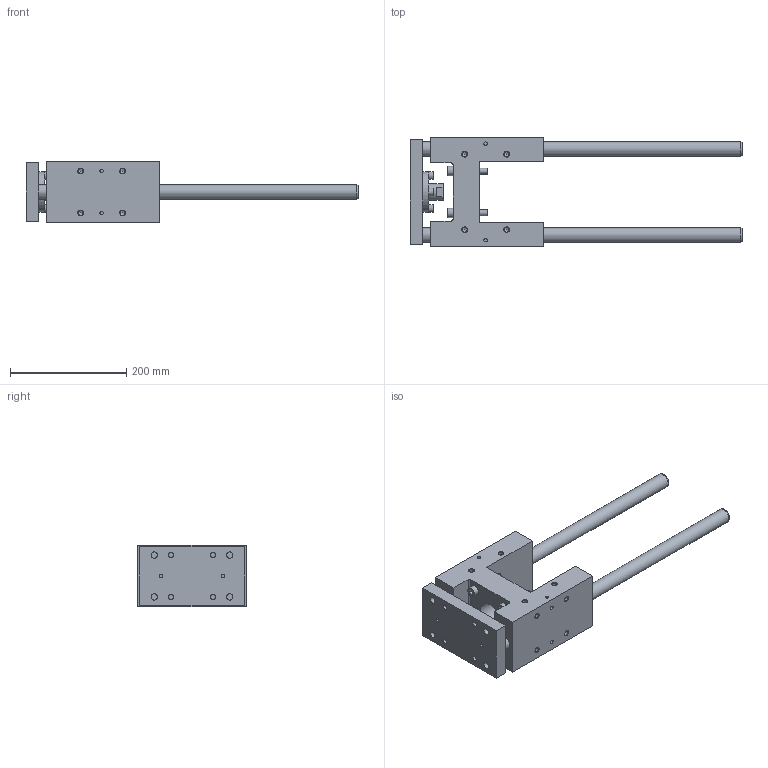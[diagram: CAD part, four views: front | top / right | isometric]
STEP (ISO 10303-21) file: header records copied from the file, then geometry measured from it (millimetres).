
FILE_DESCRIPTION( ( 'STEP AP203' ), '1' );
FILE_NAME( '3286_30.step', '2003-09-03T07:18:28', ( ' ' ), ( ' ' ), 'XStep 1.0', ' ', ' ' );
FILE_SCHEMA( ( 'CONFIG_CONTROL_DESIGN' ) );
Length unit declared in the file: metre
Products named in the file (2): 1; 2
Bounding box: 571 x 189 x 105 mm (x, y, z)
Volume: 2910420 mm3; surface area: 365920.2 mm2
Topology: 2 solids, 7 shells, 297 faces, 663 edges, 444 vertices
Faces by surface type: plane 146, cylinder 106, cone 45
Full cylindrical faces by diameter (mm): 6 x8, 8 x8, 8.376 x32, 8.5 x4, 10 x8, 10.2 x12, 11 x8, 13 x4, 16 x4, 18 x4, 18.376 x2, 25 x4, 29 x1, 32 x1, 42 x1, 45 x2, 70 x1
Entity records: 7309 total; most frequent: CARTESIAN_POINT 1381, DIRECTION 1254, ORIENTED_EDGE 874, EDGE_LOOP 546, AXIS2_PLACEMENT_3D 526, EDGE_CURVE 437, FACE_OUTER_BOUND 401, VERTEX_POINT 381
